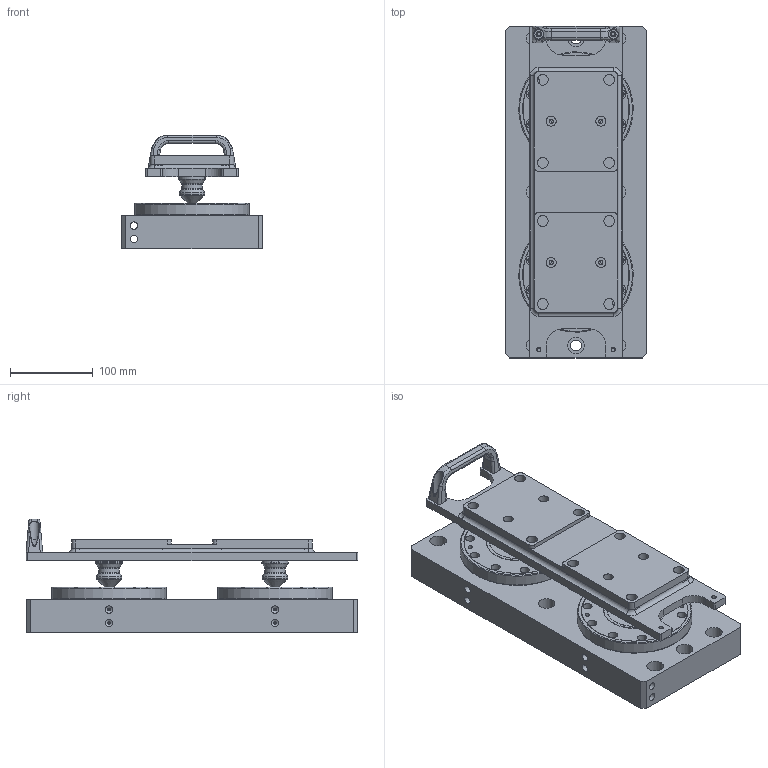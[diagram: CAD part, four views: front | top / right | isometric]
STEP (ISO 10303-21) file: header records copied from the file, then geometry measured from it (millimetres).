
FILE_DESCRIPTION(/* description */ (''),/* implementation_level */ '2;1');
FILE_NAME(/* name */ '',/* time_stamp */ '2023-04-19T11:53:39+08:00',/* author */ (''),/* organization */ (''),/* preprocessor_version */ 'ST-DEVELOPER v11',/* originating_system */ 'SIEMENS PLM Software NX 7.0',/* authorisation */ '');
FILE_SCHEMA (('CONFIG_CONTROL_DESIGN'));
Length unit declared in the file: millimetre
Products named in the file (1): AdmiB750uopl
Bounding box: 170 x 400 x 137 mm (x, y, z)
Volume: 3259366.1 mm3; surface area: 502743.6 mm2
Topology: 9 solids, 9 shells, 643 faces, 1489 edges, 996 vertices
Faces by surface type: cylinder 295, plane 214, cone 78, torus 36, bspline 20
Full cylindrical faces by diameter (mm): 3 x4, 3.2 x12, 5 x24, 5.2 x4, 5.3 x4, 6 x20, 6.5 x22, 9 x14, 11 x64, 11.5 x2, 12 x8, 13 x19, 20 x17, 25 x6, 29 x2, 31 x2, 32 x3, 45.5 x2, 64 x2, 95.8 x2, 99.5 x2, 99.8 x2, 100 x4, 138 x2
Entity records: 16258 total; most frequent: CARTESIAN_POINT 3321, DIRECTION 2860, ORIENTED_EDGE 1874, AXIS2_PLACEMENT_3D 1330, EDGE_LOOP 1284, FACE_BOUND 1132, EDGE_CURVE 937, VERTEX_POINT 819
